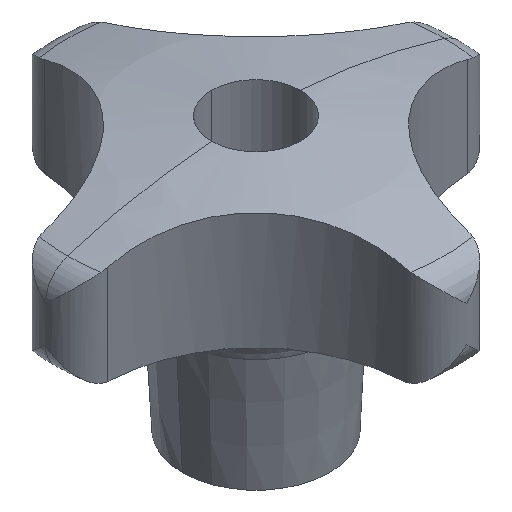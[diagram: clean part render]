
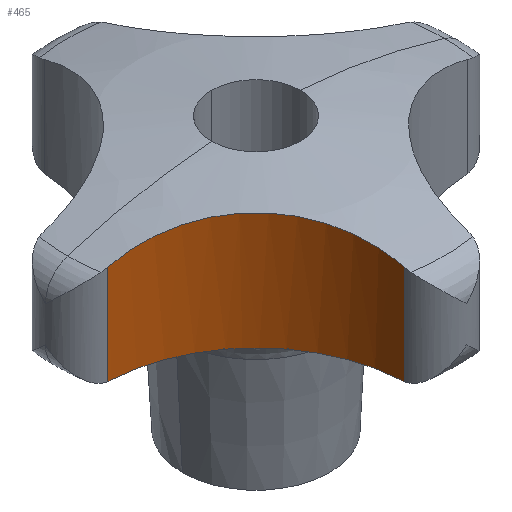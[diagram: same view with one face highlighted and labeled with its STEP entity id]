
A CAD part, isometric view. The second image highlights one B-rep face of the part: STEP entity #465.
In plain terms, the highlighted cylindrical face has radius 14.5 mm (diameter 29 mm), a partial arc.
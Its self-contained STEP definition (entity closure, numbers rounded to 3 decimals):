
#279=EDGE_CURVE('',#311,#573,#744,.T.);
#309=EDGE_CURVE('',#503,#571,#779,.T.);
#311=VERTEX_POINT('',#781);
#419=EDGE_CURVE('',#435,#573,#901,.T.);
#435=VERTEX_POINT('',#918);
#465=ADVANCED_FACE('',(#950),#951,.F.);
#471=EDGE_CURVE('',#311,#489,#957,.T.);
#483=EDGE_CURVE('',#489,#517,#971,.T.);
#489=VERTEX_POINT('',#979);
#493=EDGE_CURVE('',#517,#535,#983,.T.);
#503=VERTEX_POINT('',#993);
#517=VERTEX_POINT('',#1007);
#519=EDGE_CURVE('',#535,#503,#1009,.T.);
#535=VERTEX_POINT('',#1026);
#547=EDGE_CURVE('',#571,#435,#1038,.T.);
#571=VERTEX_POINT('',#1063);
#573=VERTEX_POINT('',#1065);
#744=LINE('',#1284,#1285);
#779=B_SPLINE_CURVE_WITH_KNOTS('',3,(#1361,#1362,#1363,#1364),.UNSPECIFIED.,.F.,.F.,(4,4),(-0.356,0.),.UNSPECIFIED.);
#781=CARTESIAN_POINT('',(-2.999,-17.085,14.02));
#901=B_SPLINE_CURVE_WITH_KNOTS('',3,(#1572,#1573,#1574,#1575,#1576,#1577,#1578,#1579,#1580,#1581,#1582,#1583,#1584,#1585,#1586,#1587,#1588,#1589),.UNSPECIFIED.,.F.,.F.,(4,2,2,2,2,2,2,2,4),(26.215,29.092,31.969,34.847,37.724,40.618,43.512,46.406,47.656),.UNSPECIFIED.);
#918=CARTESIAN_POINT('',(-17.085,-2.999,23.438));
#950=FACE_OUTER_BOUND('',#1703,.T.);
#951=CYLINDRICAL_SURFACE('',#1704,14.5);
#957=B_SPLINE_CURVE_WITH_KNOTS('',3,(#1712,#1713,#1714,#1715),.UNSPECIFIED.,.F.,.F.,(4,4),(-5.237,-4.882),.UNSPECIFIED.);
#971=CIRCLE('',#1732,14.5);
#979=CARTESIAN_POINT('',(-3.013,-16.731,14.0));
#983=B_SPLINE_CURVE_WITH_KNOTS('',3,(#1745,#1746,#1747,#1748,#1749,#1750,#1751,#1752,#1753,#1754,#1755,#1756,#1757,#1758,#1759,#1760,#1761,#1762),.UNSPECIFIED.,.F.,.F.,(4,2,2,2,2,2,2,2,4),(-5.002,-4.17,-3.695,-3.307,-3.093,-2.914,-2.702,-2.333,-0.987),.UNSPECIFIED.);
#993=CARTESIAN_POINT('',(-16.731,-3.013,14.0));
#1007=CARTESIAN_POINT('',(-5.901,-8.782,14.0));
#1009=CIRCLE('',#1809,14.5);
#1026=CARTESIAN_POINT('',(-8.782,-5.901,14.0));
#1038=LINE('',#1846,#1847);
#1063=CARTESIAN_POINT('',(-17.085,-2.999,14.02));
#1065=CARTESIAN_POINT('',(-2.999,-17.085,23.438));
#1284=CARTESIAN_POINT('',(-2.999,-17.085,0.));
#1285=VECTOR('',#2242,1.0);
#1361=CARTESIAN_POINT('',(-16.731,-3.013,14.0));
#1362=CARTESIAN_POINT('',(-16.849,-3.007,14.0));
#1363=CARTESIAN_POINT('',(-16.967,-3.002,14.007));
#1364=CARTESIAN_POINT('',(-17.085,-2.999,14.02));
#1572=CARTESIAN_POINT('',(-17.085,-2.999,23.438));
#1573=CARTESIAN_POINT('',(-16.165,-3.025,23.71));
#1574=CARTESIAN_POINT('',(-15.209,-3.141,23.964));
#1575=CARTESIAN_POINT('',(-13.304,-3.577,24.406));
#1576=CARTESIAN_POINT('',(-12.354,-3.898,24.594));
#1577=CARTESIAN_POINT('',(-10.535,-4.732,24.887));
#1578=CARTESIAN_POINT('',(-9.664,-5.248,24.992));
#1579=CARTESIAN_POINT('',(-8.062,-6.434,25.115));
#1580=CARTESIAN_POINT('',(-7.331,-7.105,25.133));
#1581=CARTESIAN_POINT('',(-6.048,-8.538,25.089));
#1582=CARTESIAN_POINT('',(-5.46,-9.341,25.025));
#1583=CARTESIAN_POINT('',(-4.456,-11.068,24.81));
#1584=CARTESIAN_POINT('',(-4.04,-11.992,24.659));
#1585=CARTESIAN_POINT('',(-3.412,-13.891,24.279));
#1586=CARTESIAN_POINT('',(-3.199,-14.869,24.049));
#1587=CARTESIAN_POINT('',(-3.04,-16.256,23.677));
#1588=CARTESIAN_POINT('',(-3.01,-16.673,23.56));
#1589=CARTESIAN_POINT('',(-2.999,-17.085,23.438));
#1703=EDGE_LOOP('',(#2500,#2501,#2502,#2503,#2504,#2505,#2506,#2507));
#1704=AXIS2_PLACEMENT_3D('',#2508,#2509,#2510);
#1712=CARTESIAN_POINT('',(-2.999,-17.085,14.02));
#1713=CARTESIAN_POINT('',(-3.002,-16.967,14.007));
#1714=CARTESIAN_POINT('',(-3.007,-16.849,14.0));
#1715=CARTESIAN_POINT('',(-3.013,-16.731,14.0));
#1732=AXIS2_PLACEMENT_3D('',#2531,#2532,#2533);
#1745=CARTESIAN_POINT('',(-5.901,-8.782,14.0));
#1746=CARTESIAN_POINT('',(-6.07,-8.557,14.0));
#1747=CARTESIAN_POINT('',(-6.247,-8.336,13.996));
#1748=CARTESIAN_POINT('',(-6.535,-7.996,13.989));
#1749=CARTESIAN_POINT('',(-6.641,-7.874,13.987));
#1750=CARTESIAN_POINT('',(-6.839,-7.656,13.983));
#1751=CARTESIAN_POINT('',(-6.929,-7.559,13.982));
#1752=CARTESIAN_POINT('',(-7.071,-7.411,13.981));
#1753=CARTESIAN_POINT('',(-7.122,-7.359,13.981));
#1754=CARTESIAN_POINT('',(-7.217,-7.263,13.98));
#1755=CARTESIAN_POINT('',(-7.26,-7.22,13.98));
#1756=CARTESIAN_POINT('',(-7.355,-7.126,13.981));
#1757=CARTESIAN_POINT('',(-7.407,-7.076,13.981));
#1758=CARTESIAN_POINT('',(-7.55,-6.939,13.982));
#1759=CARTESIAN_POINT('',(-7.642,-6.853,13.983));
#1760=CARTESIAN_POINT('',(-8.074,-6.459,13.99));
#1761=CARTESIAN_POINT('',(-8.423,-6.171,14.0));
#1762=CARTESIAN_POINT('',(-8.782,-5.901,14.0));
#1809=AXIS2_PLACEMENT_3D('',#2564,#2565,#2566);
#1846=CARTESIAN_POINT('',(-17.085,-2.999,0.));
#1847=VECTOR('',#2579,1.0);
#2242=DIRECTION('',(0.0,0.,1.0));
#2500=ORIENTED_EDGE('',*,*,#419,.F.);
#2501=ORIENTED_EDGE('',*,*,#547,.F.);
#2502=ORIENTED_EDGE('',*,*,#309,.F.);
#2503=ORIENTED_EDGE('',*,*,#519,.F.);
#2504=ORIENTED_EDGE('',*,*,#493,.F.);
#2505=ORIENTED_EDGE('',*,*,#483,.F.);
#2506=ORIENTED_EDGE('',*,*,#471,.F.);
#2507=ORIENTED_EDGE('',*,*,#279,.T.);
#2508=CARTESIAN_POINT('',(-17.493,-17.493,0.));
#2509=DIRECTION('',(0.,0.,-1.0));
#2510=DIRECTION('',(0.028,1.,0.));
#2531=CARTESIAN_POINT('',(-17.493,-17.493,14.0));
#2532=DIRECTION('',(0.,0.,1.0));
#2533=DIRECTION('',(0.028,1.,0.));
#2564=CARTESIAN_POINT('',(-17.493,-17.493,14.0));
#2565=DIRECTION('',(0.,0.,1.0));
#2566=DIRECTION('',(0.028,1.,0.));
#2579=DIRECTION('',(0.0,0.,1.0));
